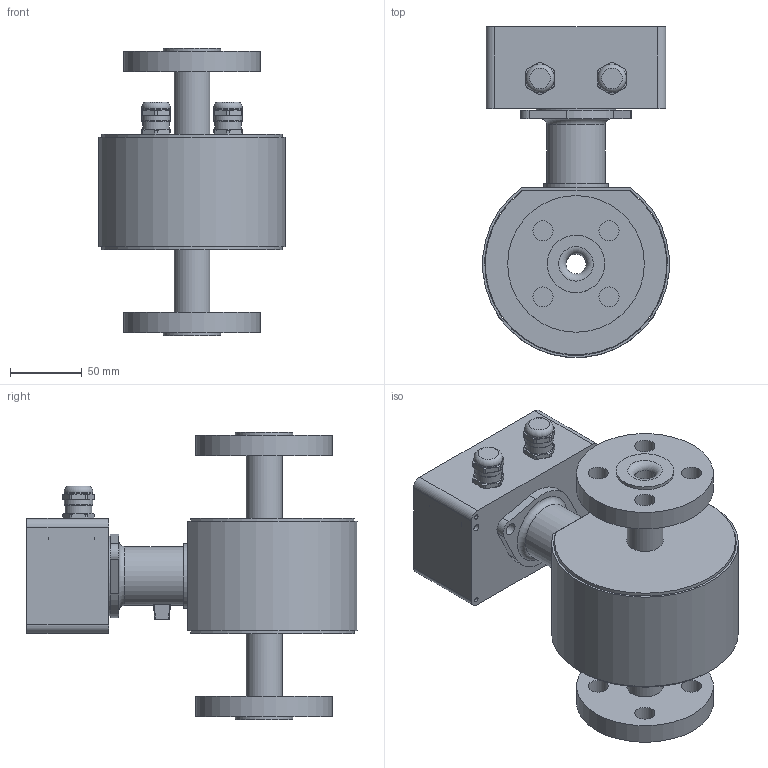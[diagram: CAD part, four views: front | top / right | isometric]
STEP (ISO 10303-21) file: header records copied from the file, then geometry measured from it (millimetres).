
FILE_DESCRIPTION(/* description */ (''),/* implementation_level */ '2;1');
FILE_NAME(/* name */ 'magflux A DN15 getrennt.stp',/* time_stamp */ '2021-11-30T11:08:49+01:00',/* author */ ('g.duesseldorf'),/* organization */ (''),/* preprocessor_version */ 'ST-DEVELOPER v18.1',/* originating_system */ 'Autodesk Inventor 2022',/* authorisation */ '');
FILE_SCHEMA (('CONFIG_CONTROL_DESIGN'));
Length unit declared in the file: millimetre
Products named in the file (1): magflux A DN15 getrennt_Ersatzobjekt_1
Bounding box: 129.55 x 229.76 x 200 mm (x, y, z)
Volume: 666466.3 mm3; surface area: 273963.7 mm2
Topology: 3 solids, 4 shells, 263 faces, 614 edges, 390 vertices
Faces by surface type: cylinder 106, plane 93, cone 57, torus 7
Full cylindrical faces by diameter (mm): 3.242 x10, 4.8 x2, 5 x2, 8.5 x4, 9 x2, 14 x9, 18.6 x4, 19.8 x4, 25 x1, 25.5 x4, 35 x1, 39.7 x1, 40 x2, 40.5 x1, 41 x1, 45 x1, 55 x1, 95 x2
Entity records: 7962 total; most frequent: CARTESIAN_POINT 1626, DIRECTION 1303, ORIENTED_EDGE 1216, EDGE_CURVE 608, AXIS2_PLACEMENT_3D 539, VERTEX_POINT 390, EDGE_LOOP 338, CIRCLE 267
